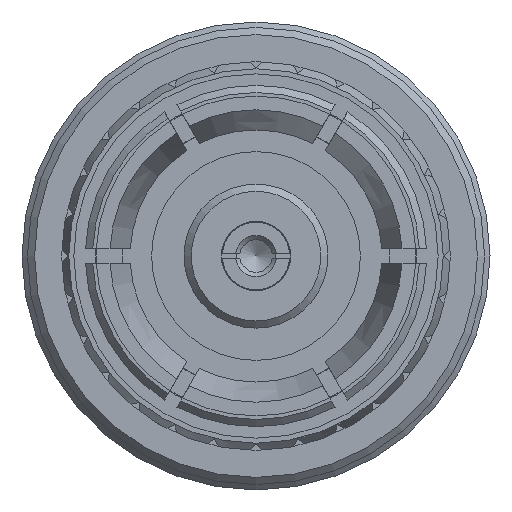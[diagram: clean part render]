
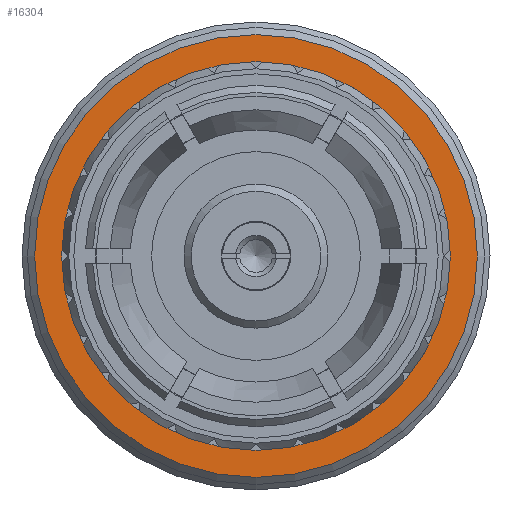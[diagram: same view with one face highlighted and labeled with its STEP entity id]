
A CAD part, front view. The second image highlights one B-rep face of the part: STEP entity #16304.
In plain terms, the highlighted planar face has unit normal (0, -1, 0).
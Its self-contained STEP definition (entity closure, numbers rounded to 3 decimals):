
#2992=PLANE('',#23591);
#4548=ORIENTED_EDGE('',*,*,#8852,.T.);
#4549=ORIENTED_EDGE('',*,*,#8851,.F.);
#8851=EDGE_CURVE('',#11110,#11110,#12615,.T.);
#8852=EDGE_CURVE('',#11111,#11111,#12616,.T.);
#11110=VERTEX_POINT('',#31253);
#11111=VERTEX_POINT('',#31256);
#12615=CIRCLE('',#23590,2.7);
#12616=CIRCLE('',#23592,3.075);
#13560=EDGE_LOOP('',(#4548));
#13561=EDGE_LOOP('',(#4549));
#14857=FACE_BOUND('',#13560,.T.);
#14858=FACE_BOUND('',#13561,.T.);
#16304=ADVANCED_FACE('',(#14857,#14858),#2992,.T.);
#23590=AXIS2_PLACEMENT_3D('',#31252,#26061,#26062);
#23591=AXIS2_PLACEMENT_3D('',#31254,#26063,#26064);
#23592=AXIS2_PLACEMENT_3D('',#31255,#26065,#26066);
#26061=DIRECTION('',(0.,-1.,0.));
#26062=DIRECTION('',(-1.,0.,0.));
#26063=DIRECTION('',(0.,-1.,0.));
#26064=DIRECTION('',(0.,0.,1.));
#26065=DIRECTION('',(0.,-1.,0.));
#26066=DIRECTION('',(0.,0.,1.));
#31252=CARTESIAN_POINT('',(0.,-76.3,0.));
#31253=CARTESIAN_POINT('',(-2.7,-76.3,0.));
#31254=CARTESIAN_POINT('',(0.,-76.3,0.));
#31255=CARTESIAN_POINT('',(0.,-76.3,0.));
#31256=CARTESIAN_POINT('',(0.,-76.3,3.075));
